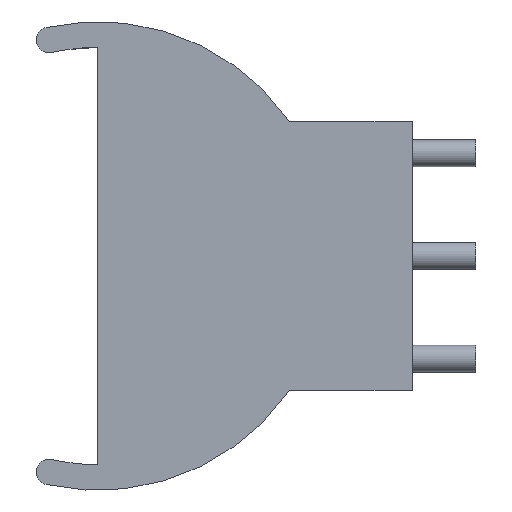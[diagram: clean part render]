
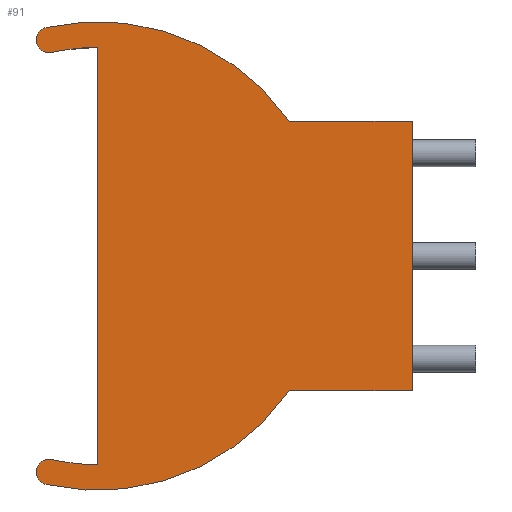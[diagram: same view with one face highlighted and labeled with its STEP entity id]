
A CAD part, left-side view. The second image highlights one B-rep face of the part: STEP entity #91.
In plain terms, the highlighted planar face has unit normal (-1, 0, 0).
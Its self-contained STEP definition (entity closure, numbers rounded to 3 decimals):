
#54=CIRCLE('',#351,10.15);
#56=CIRCLE('',#353,10.15);
#64=CIRCLE('',#372,11.4);
#66=CIRCLE('',#375,0.625);
#68=CIRCLE('',#378,0.625);
#70=CIRCLE('',#381,11.4);
#91=ADVANCED_FACE('',(#119),#103,.F.);
#103=PLANE('',#386);
#119=FACE_OUTER_BOUND('',#145,.T.);
#145=EDGE_LOOP('',(#220,#221,#222,#223,#224,#225,#226,#227,#228,#229));
#220=ORIENTED_EDGE('',*,*,#300,.T.);
#221=ORIENTED_EDGE('',*,*,#282,.T.);
#222=ORIENTED_EDGE('',*,*,#286,.T.);
#223=ORIENTED_EDGE('',*,*,#289,.F.);
#224=ORIENTED_EDGE('',*,*,#292,.F.);
#225=ORIENTED_EDGE('',*,*,#271,.T.);
#226=ORIENTED_EDGE('',*,*,#274,.F.);
#227=ORIENTED_EDGE('',*,*,#267,.T.);
#228=ORIENTED_EDGE('',*,*,#294,.F.);
#229=ORIENTED_EDGE('',*,*,#297,.F.);
#235=VERTEX_POINT('',#506);
#236=VERTEX_POINT('',#508);
#239=VERTEX_POINT('',#514);
#240=VERTEX_POINT('',#516);
#248=VERTEX_POINT('',#544);
#249=VERTEX_POINT('',#545);
#252=VERTEX_POINT('',#553);
#254=VERTEX_POINT('',#559);
#256=VERTEX_POINT('',#568);
#258=VERTEX_POINT('',#574);
#267=EDGE_CURVE('',#236,#235,#54,.T.);
#271=EDGE_CURVE('',#240,#239,#56,.T.);
#274=EDGE_CURVE('',#236,#239,#310,.T.);
#282=EDGE_CURVE('',#248,#249,#312,.T.);
#286=EDGE_CURVE('',#249,#252,#316,.T.);
#289=EDGE_CURVE('',#254,#252,#64,.T.);
#292=EDGE_CURVE('',#240,#254,#66,.T.);
#294=EDGE_CURVE('',#256,#235,#68,.T.);
#297=EDGE_CURVE('',#258,#256,#70,.T.);
#300=EDGE_CURVE('',#258,#248,#322,.T.);
#310=LINE('',#521,#332);
#312=LINE('',#543,#334);
#316=LINE('',#552,#338);
#322=LINE('',#579,#344);
#332=VECTOR('',#415,1.);
#334=VECTOR('',#445,1.);
#338=VECTOR('',#451,1.);
#344=VECTOR('',#483,1.);
#351=AXIS2_PLACEMENT_3D('',#507,#402,#403);
#353=AXIS2_PLACEMENT_3D('',#515,#408,#409);
#372=AXIS2_PLACEMENT_3D('',#558,#456,#457);
#375=AXIS2_PLACEMENT_3D('',#564,#463,#464);
#378=AXIS2_PLACEMENT_3D('',#567,#469,#470);
#381=AXIS2_PLACEMENT_3D('',#573,#476,#477);
#386=AXIS2_PLACEMENT_3D('',#583,#489,#490);
#402=DIRECTION('',(1.,0.,0.));
#403=DIRECTION('',(0.,0.22,0.975));
#408=DIRECTION('',(1.,0.,0.));
#409=DIRECTION('',(0.,0.22,0.975));
#415=DIRECTION('',(0.,0.,1.));
#445=DIRECTION('',(0.,0.,1.));
#451=DIRECTION('',(0.,1.,0.));
#456=DIRECTION('',(1.,0.,0.));
#457=DIRECTION('',(0.,0.22,0.975));
#463=DIRECTION('',(1.,0.,0.));
#464=DIRECTION('',(0.,-0.22,-0.975));
#469=DIRECTION('',(1.,0.,0.));
#470=DIRECTION('',(0.,0.22,-0.975));
#476=DIRECTION('',(1.,0.,0.));
#477=DIRECTION('',(0.,-0.818,-0.575));
#483=DIRECTION('',(0.,-1.,0.));
#489=DIRECTION('',(1.,0.,0.));
#490=DIRECTION('',(0.,0.,1.));
#506=CARTESIAN_POINT('',(0.,2.237,-9.9));
#507=CARTESIAN_POINT('',(0.,0.,0.));
#508=CARTESIAN_POINT('',(0.,0.,-10.15));
#514=CARTESIAN_POINT('',(0.,0.,10.15));
#515=CARTESIAN_POINT('',(0.,0.,0.));
#516=CARTESIAN_POINT('',(0.,2.237,9.9));
#521=CARTESIAN_POINT('',(0.,0.,-10.15));
#543=CARTESIAN_POINT('',(0.,-15.3,-6.55));
#544=CARTESIAN_POINT('',(0.,-15.3,-6.55));
#545=CARTESIAN_POINT('',(0.,-15.3,6.55));
#552=CARTESIAN_POINT('',(0.,-15.3,6.55));
#553=CARTESIAN_POINT('',(0.,-9.33,6.55));
#558=CARTESIAN_POINT('',(0.,0.,0.));
#559=CARTESIAN_POINT('',(0.,2.513,11.12));
#564=CARTESIAN_POINT('',(0.,2.375,10.51));
#567=CARTESIAN_POINT('',(0.,2.375,-10.51));
#568=CARTESIAN_POINT('',(0.,2.513,-11.12));
#573=CARTESIAN_POINT('',(0.,0.,0.));
#574=CARTESIAN_POINT('',(0.,-9.33,-6.55));
#579=CARTESIAN_POINT('',(0.,-9.33,-6.55));
#583=CARTESIAN_POINT('',(0.,-6.15,0.));
